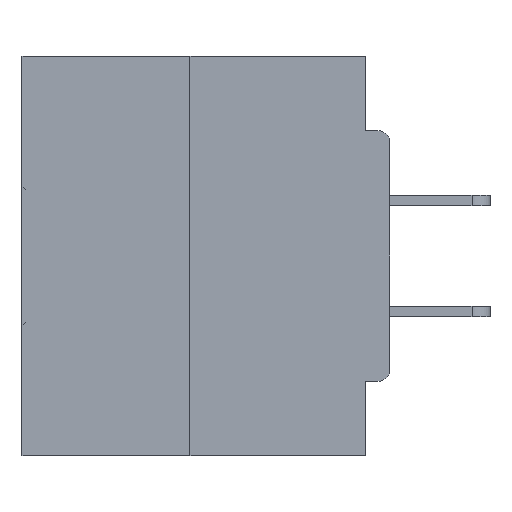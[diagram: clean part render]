
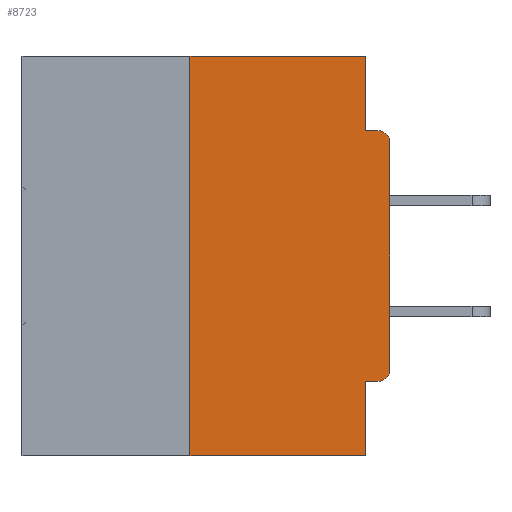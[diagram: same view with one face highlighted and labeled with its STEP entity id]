
A CAD part, left-side view. The second image highlights one B-rep face of the part: STEP entity #8723.
In plain terms, the highlighted planar face has unit normal (-1, 0, 0).
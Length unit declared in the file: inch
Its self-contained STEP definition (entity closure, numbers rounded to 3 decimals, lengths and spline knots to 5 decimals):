
#1211 = DIRECTION ( 'NONE',  ( 0., 0., -1. ) ) ;
#1686 = CARTESIAN_POINT ( 'NONE',  ( 0., 0.015, -0.3915 ) ) ;
#1897 = ORIENTED_EDGE ( 'NONE', *, *, #19124, .T. ) ;
#2086 = VECTOR ( 'NONE', #29953, 39.37008 ) ;
#2963 = LINE ( 'NONE', #33603, #18394 ) ;
#3827 = VECTOR ( 'NONE', #16607, 39.37008 ) ;
#3867 = EDGE_CURVE ( 'NONE', #20201, #37307, #9586, .T. ) ;
#4254 = VECTOR ( 'NONE', #29482, 39.37008 ) ;
#4527 = EDGE_LOOP ( 'NONE', ( #38773, #5402, #37365, #14239, #23832, #39638, #1897, #41586, #40749, #11539 ) ) ;
#4651 = CARTESIAN_POINT ( 'NONE',  ( 0., 0.25, -0.5 ) ) ;
#5016 = EDGE_CURVE ( 'NONE', #10275, #40226, #23376, .T. ) ;
#5402 = ORIENTED_EDGE ( 'NONE', *, *, #10324, .F. ) ;
#5646 = CARTESIAN_POINT ( 'NONE',  ( 0., 0., 0. ) ) ;
#5719 = CARTESIAN_POINT ( 'NONE',  ( 0., 0.031, -0.4065 ) ) ;
#5753 = VECTOR ( 'NONE', #13884, 39.37008 ) ;
#5784 = AXIS2_PLACEMENT_3D ( 'NONE', #10699, #20918, #1211 ) ;
#6346 = LINE ( 'NONE', #5646, #3827 ) ;
#8287 = LINE ( 'NONE', #33493, #5753 ) ;
#8723 = ADVANCED_FACE ( 'NONE', ( #12301 ), #37162, .F. ) ;
#8895 = VERTEX_POINT ( 'NONE', #21137 ) ;
#9294 = EDGE_CURVE ( 'NONE', #29839, #10275, #29765, .T. ) ;
#9535 = DIRECTION ( 'NONE',  ( 0., 0., 1. ) ) ;
#9586 = CIRCLE ( 'NONE', #27218, 0.015 ) ;
#10275 = VERTEX_POINT ( 'NONE', #18439 ) ;
#10324 = EDGE_CURVE ( 'NONE', #11098, #8895, #37851, .T. ) ;
#10352 = CARTESIAN_POINT ( 'NONE',  ( 0., 0.015, -0.4065 ) ) ;
#10699 = CARTESIAN_POINT ( 'NONE',  ( 0., 0.015, -0.1085 ) ) ;
#11098 = VERTEX_POINT ( 'NONE', #4651 ) ;
#11538 = DIRECTION ( 'NONE',  ( 0., -1., 0. ) ) ;
#11539 = ORIENTED_EDGE ( 'NONE', *, *, #9294, .F. ) ;
#12301 = FACE_OUTER_BOUND ( 'NONE', #4527, .T. ) ;
#12310 = VECTOR ( 'NONE', #14360, 39.37008 ) ;
#12704 = CARTESIAN_POINT ( 'NONE',  ( 0., 0.031, 0. ) ) ;
#13156 = VERTEX_POINT ( 'NONE', #41201 ) ;
#13884 = DIRECTION ( 'NONE',  ( 0., 0., -1. ) ) ;
#14239 = ORIENTED_EDGE ( 'NONE', *, *, #35190, .F. ) ;
#14360 = DIRECTION ( 'NONE',  ( 0., 0., -1. ) ) ;
#16607 = DIRECTION ( 'NONE',  ( 0., 0., 1. ) ) ;
#17128 = VERTEX_POINT ( 'NONE', #22625 ) ;
#17699 = CARTESIAN_POINT ( 'NONE',  ( 0., 0.46, 0. ) ) ;
#17751 = VECTOR ( 'NONE', #11538, 39.37008 ) ;
#18394 = VECTOR ( 'NONE', #36908, 39.37008 ) ;
#18439 = CARTESIAN_POINT ( 'NONE',  ( 0., 0.031, -0.0935 ) ) ;
#19124 = EDGE_CURVE ( 'NONE', #37307, #17128, #6346, .T. ) ;
#20201 = VERTEX_POINT ( 'NONE', #10352 ) ;
#20438 = VECTOR ( 'NONE', #9535, 39.37008 ) ;
#20588 = EDGE_CURVE ( 'NONE', #11098, #13156, #22129, .T. ) ;
#20918 = DIRECTION ( 'NONE',  ( -1., 0., 0. ) ) ;
#21137 = CARTESIAN_POINT ( 'NONE',  ( 0., 0.25, 0. ) ) ;
#22129 = LINE ( 'NONE', #36552, #2086 ) ;
#22625 = CARTESIAN_POINT ( 'NONE',  ( 0., 0., -0.1085 ) ) ;
#23376 = LINE ( 'NONE', #31182, #17751 ) ;
#23832 = ORIENTED_EDGE ( 'NONE', *, *, #31263, .F. ) ;
#24508 = CARTESIAN_POINT ( 'NONE',  ( 0., 0.031, 0. ) ) ;
#25100 = DIRECTION ( 'NONE',  ( 0., 0., -1. ) ) ;
#25732 = CARTESIAN_POINT ( 'NONE',  ( 0., 0., -0.3915 ) ) ;
#26330 = CARTESIAN_POINT ( 'NONE',  ( 0., 0.25, 0. ) ) ;
#26764 = EDGE_CURVE ( 'NONE', #17128, #40226, #31142, .T. ) ;
#27092 = AXIS2_PLACEMENT_3D ( 'NONE', #17699, #30298, #40019 ) ;
#27218 = AXIS2_PLACEMENT_3D ( 'NONE', #1686, #31121, #25100 ) ;
#29482 = DIRECTION ( 'NONE',  ( 0., -1., 0. ) ) ;
#29765 = LINE ( 'NONE', #24508, #12310 ) ;
#29807 = EDGE_CURVE ( 'NONE', #8895, #29839, #35532, .T. ) ;
#29839 = VERTEX_POINT ( 'NONE', #12704 ) ;
#29953 = DIRECTION ( 'NONE',  ( 0., -1., 0. ) ) ;
#30298 = DIRECTION ( 'NONE',  ( 1., 0., 0. ) ) ;
#31121 = DIRECTION ( 'NONE',  ( -1., 0., 0. ) ) ;
#31142 = CIRCLE ( 'NONE', #5784, 0.015 ) ;
#31182 = CARTESIAN_POINT ( 'NONE',  ( 0., 0., -0.0935 ) ) ;
#31263 = EDGE_CURVE ( 'NONE', #20201, #32223, #2963, .T. ) ;
#32223 = VERTEX_POINT ( 'NONE', #5719 ) ;
#33493 = CARTESIAN_POINT ( 'NONE',  ( 0., 0.031, -0.5 ) ) ;
#33603 = CARTESIAN_POINT ( 'NONE',  ( 0., 0., -0.4065 ) ) ;
#35190 = EDGE_CURVE ( 'NONE', #32223, #13156, #8287, .T. ) ;
#35498 = CARTESIAN_POINT ( 'NONE',  ( 0., 0.46, 0. ) ) ;
#35532 = LINE ( 'NONE', #35498, #4254 ) ;
#36552 = CARTESIAN_POINT ( 'NONE',  ( 0., 0.46, -0.5 ) ) ;
#36908 = DIRECTION ( 'NONE',  ( 0., 1., 0. ) ) ;
#37162 = PLANE ( 'NONE',  #27092 ) ;
#37307 = VERTEX_POINT ( 'NONE', #25732 ) ;
#37365 = ORIENTED_EDGE ( 'NONE', *, *, #20588, .T. ) ;
#37851 = LINE ( 'NONE', #26330, #20438 ) ;
#38773 = ORIENTED_EDGE ( 'NONE', *, *, #29807, .F. ) ;
#39638 = ORIENTED_EDGE ( 'NONE', *, *, #3867, .T. ) ;
#39945 = CARTESIAN_POINT ( 'NONE',  ( 0., 0.015, -0.0935 ) ) ;
#40019 = DIRECTION ( 'NONE',  ( 0., 0., -1. ) ) ;
#40226 = VERTEX_POINT ( 'NONE', #39945 ) ;
#40749 = ORIENTED_EDGE ( 'NONE', *, *, #5016, .F. ) ;
#41201 = CARTESIAN_POINT ( 'NONE',  ( 0., 0.031, -0.5 ) ) ;
#41586 = ORIENTED_EDGE ( 'NONE', *, *, #26764, .T. ) ;
